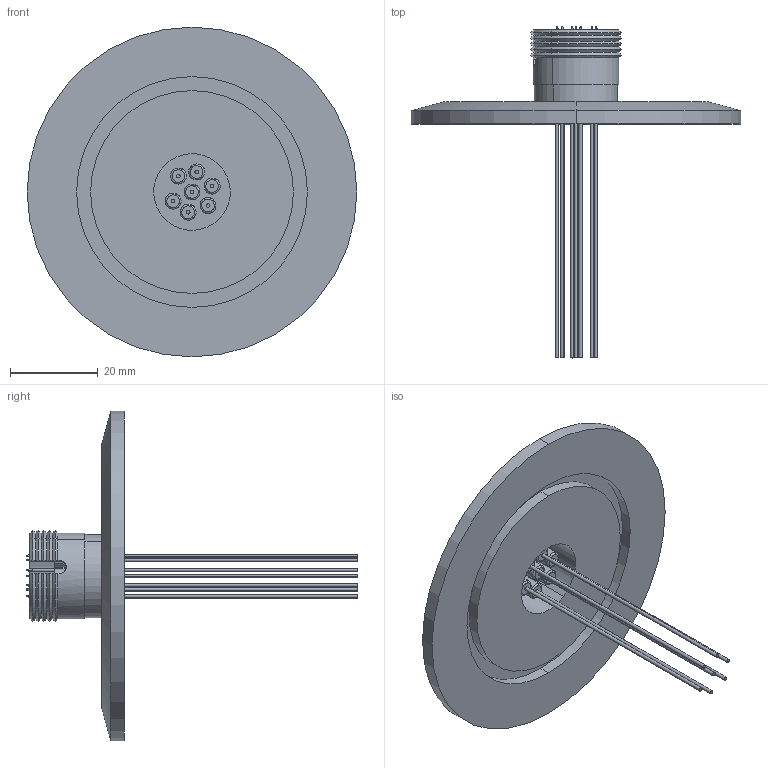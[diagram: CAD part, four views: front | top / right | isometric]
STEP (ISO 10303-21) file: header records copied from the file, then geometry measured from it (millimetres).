
FILE_DESCRIPTION (( 'STEP AP203' ), '1' );
FILE_NAME ('A1623-6-QF.STEP', '2012-11-16T21:05:39', ( '' ), ( '' ), 'SwSTEP 2.0', 'SolidWorks 2012', '' );
FILE_SCHEMA (( 'CONFIG_CONTROL_DESIGN' ));
Length unit declared in the file: inch
Products named in the file (1): A1623-6-QF
Bounding box: 74.93 x 75.44 x 74.93 mm (x, y, z)
Volume: 20449.2 mm3; surface area: 14565.7 mm2
Topology: 1 solids, 8 shells, 228 faces, 487 edges, 308 vertices
Faces by surface type: cylinder 88, cone 74, plane 52, bspline 14
Entity records: 6540 total; most frequent: CARTESIAN_POINT 1382, DIRECTION 1165, ORIENTED_EDGE 974, AXIS2_PLACEMENT_3D 503, EDGE_CURVE 487, VERTEX_POINT 308, CIRCLE 288, EDGE_LOOP 275
